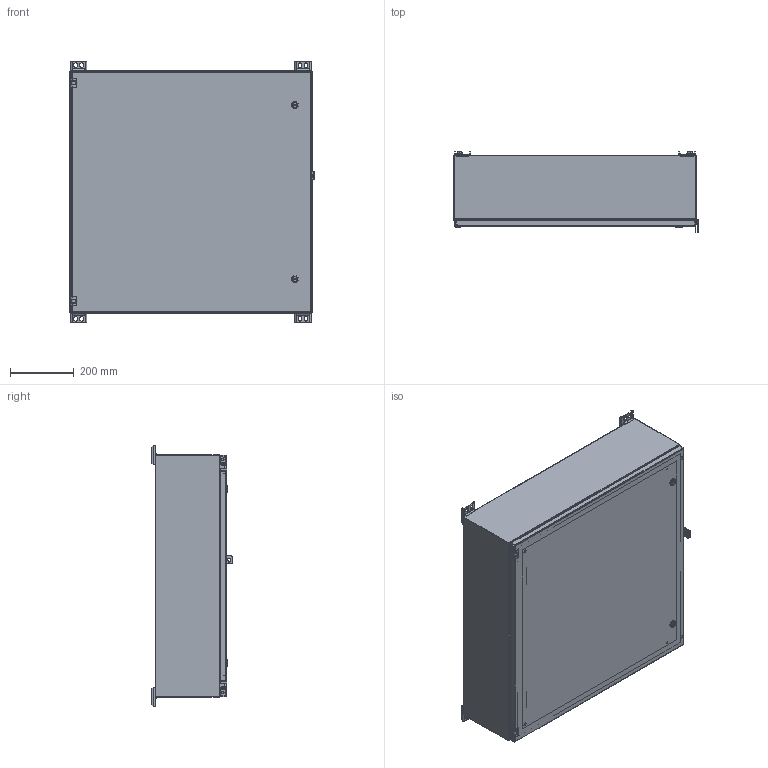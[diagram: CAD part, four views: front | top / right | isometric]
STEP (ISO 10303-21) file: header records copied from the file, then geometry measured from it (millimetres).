
FILE_DESCRIPTION( ( 'Unknown' ), '1' );
FILE_NAME( 'R303008_STEEL.stp', 'Unknown', ( 'Unknown' ), ( 'Unknown' ), 'PSStep 16.0.42', 'Unknown', ' ' );
FILE_SCHEMA( ( 'AUTOMOTIVE_DESIGN { 1 0 10303 214 1 1 1 1 }' ) );
Length unit declared in the file: millimetre
Products named in the file (53): 0.375 DIA; CAOUTCHOUC; METAL; LOCK AVEC TOURNEVIS TYPE 4-12 SANS CAME; HOSING-oa0; INSERT POUR TOURNEVIS-oa1; NOIX DE FIXATION-oa2; Oring-oa3; Oring-oa4; SEAL BLANC-oa5; STOPPER DESSOUS-oa6; VIS DE RETENUE DE LA CAME-oa7; PATTE-RD; PATTE R; FW_0.3750; 3-8-16 x .750; HN_0.3750; PARTIE COUVERCLE; PROVISION PORTE; NUT 10-32; 10-32 x 0.500; PATTE-R; AHR-PARTIE-BOITIER; SEAL; AHR - PARTIE BOITIER; SET SCEW M6 x 1.000; NOIX M6; PARTIE BOITIER; PROVISION BOITIER; SEAL PROVISION; 10-32 x 0.500-oa8; AHR-PARTIE-PORTE; AHR - PARTIE PORTE LUG; AHR - TIGE; A15KR; CAME R; R303008-U_16GA_BOITIER; BUMPER R 0.250-20; 0.375-16 x 0.750 AC_CKL 118-510-340; FW_0.2500 ...
Assembly tree (82 placements, depth 5):
  Assem1
    ARP3030_12GA
    R3030_14GA_COUVERCLE
      10-32 x 0.750 AC_CD 201-008-776  x4
      HN_no10  x2
      R3030C_14GA
      R3030_GASKET
      ESPACEUR-RAIL  x2
      RAIL-V30
      AHR-PARTIE-PORTE  x2
        AHR - PARTIE PORTE LUG
        AHR - TIGE
      A15KR  x2
        CAME R
        LOCK AVEC TOURNEVIS TYPE 4-12 SANS CAME
          HOSING-oa0
          INSERT POUR TOURNEVIS-oa1
          NOIX DE FIXATION-oa2
          Oring-oa3
          Oring-oa4
          SEAL BLANC-oa5
          STOPPER DESSOUS-oa6
          VIS DE RETENUE DE LA CAME-oa7
      PARTIE COUVERCLE
        PROVISION PORTE
        NUT 10-32
        10-32 x 0.500
    R303008-U_16GA_BOITIER
      BUMPER R 0.250-20  x2
      0.375-16 x 0.750 AC_CKL 118-510-340  x4
      FW_0.3750  x4
      HN_0.3750  x4
      FW_0.2500  x2
      HN_0.2500  x2
      Rxx3008H_16GA
      Rxx3008B_16GA
      R303008B-U_16GA
      AHR-PARTIE-BOITIER  x2
        SEAL
        AHR - PARTIE BOITIER
        SET SCEW M6 x 1.000
        NOIX M6
      PATTE-RD  x2
        PATTE R
        FW_0.3750
        3-8-16 x .750
        HN_0.3750
        0.375 DIA
          CAOUTCHOUC
          METAL
      PATTE-R  x2
        PATTE R
        FW_0.3750
        3-8-16 x .750
        HN_0.3750
        0.375 DIA
          CAOUTCHOUC
          METAL
      PARTIE BOITIER
        PROVISION BOITIER
Bounding box: 769.16 x 253.87 x 819.56 mm (x, y, z)
Volume: 5026539.1 mm3; surface area: 5211158.8 mm2
Topology: 94 solids, 94 shells, 3624 faces, 8841 edges, 5657 vertices
Faces by surface type: plane 2080, cylinder 646, bspline 304, extrusion 276, cone 172, torus 110, sphere 36
Full cylindrical faces by diameter (mm): 0.346 x6, 0.508 x4, 0.794 x4, 3.023 x10, 3.15 x2, 3.175 x10, 4.039 x4, 4.623 x2, 4.682 x26, 4.826 x9, 5.055 x1, 5.1 x2, 5.105 x1, 5.567 x2, 5.842 x2, 5.918 x4, 5.994 x4, 6 x2, 6.096 x4, 6.1 x6, 6.35 x4, 6.502 x4, 6.731 x4, 6.985 x2, 7.137 x4, 7.925 x2, 8.664 x2, 8.7 x2, 8.966 x4, 9 x2
Entity records: 138392 total; most frequent: CARTESIAN_POINT 63358, ORIENTED_EDGE 11764, DIRECTION 9007, EDGE_CURVE 5882, VERTEX_POINT 3948, EDGE_LOOP 3171, AXIS2_PLACEMENT_3D 3017, VECTOR 2973
